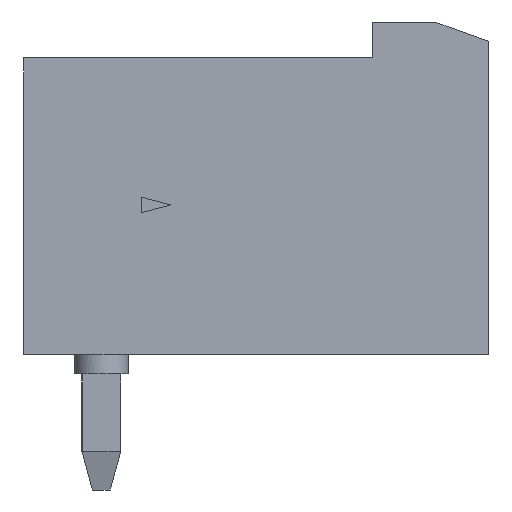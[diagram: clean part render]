
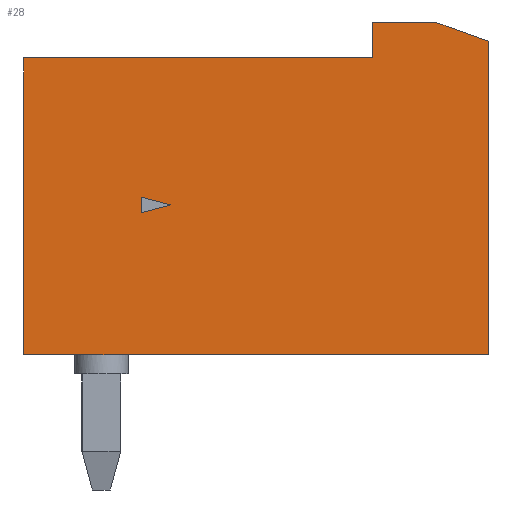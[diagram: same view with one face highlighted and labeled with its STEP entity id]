
A CAD part, left-side view. The second image highlights one B-rep face of the part: STEP entity #28.
In plain terms, the highlighted planar face has unit normal (-1, 0, 0).
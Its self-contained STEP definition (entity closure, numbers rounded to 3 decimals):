
#28 = ADVANCED_FACE('',(#29,#87),#113,.T.);
#29 = FACE_BOUND('',#30,.T.);
#30 = EDGE_LOOP('',(#31,#41,#49,#57,#65,#73,#81));
#31 = ORIENTED_EDGE('',*,*,#32,.F.);
#32 = EDGE_CURVE('',#33,#35,#37,.T.);
#33 = VERTEX_POINT('',#34);
#34 = CARTESIAN_POINT('',(-11.16,-10.001,8.2));
#35 = VERTEX_POINT('',#36);
#36 = CARTESIAN_POINT('',(-11.16,-10.001,0.1));
#37 = LINE('',#38,#39);
#38 = CARTESIAN_POINT('',(-11.16,-10.001,-37.673)
  );
#39 = VECTOR('',#40,1.);
#40 = DIRECTION('',(0.,0.,-1.));
#41 = ORIENTED_EDGE('',*,*,#42,.F.);
#42 = EDGE_CURVE('',#43,#33,#45,.T.);
#43 = VERTEX_POINT('',#44);
#44 = CARTESIAN_POINT('',(-11.16,-8.627,8.7));
#45 = LINE('',#46,#47);
#46 = CARTESIAN_POINT('',(-11.16,38.626,
    25.899));
#47 = VECTOR('',#48,1.);
#48 = DIRECTION('',(0.,-0.94,-0.342
    ));
#49 = ORIENTED_EDGE('',*,*,#50,.F.);
#50 = EDGE_CURVE('',#51,#43,#53,.T.);
#51 = VERTEX_POINT('',#52);
#52 = CARTESIAN_POINT('',(-11.16,-7.001,8.7));
#53 = LINE('',#54,#55);
#54 = CARTESIAN_POINT('',(-11.16,38.626,8.7));
#55 = VECTOR('',#56,1.);
#56 = DIRECTION('',(0.,-1.,0.));
#57 = ORIENTED_EDGE('',*,*,#58,.F.);
#58 = EDGE_CURVE('',#59,#51,#61,.T.);
#59 = VERTEX_POINT('',#60);
#60 = CARTESIAN_POINT('',(-11.16,-7.001,7.77));
#61 = LINE('',#62,#63);
#62 = CARTESIAN_POINT('',(-11.16,-7.001,-37.673));
#63 = VECTOR('',#64,1.);
#64 = DIRECTION('',(0.,0.,1.));
#65 = ORIENTED_EDGE('',*,*,#66,.F.);
#66 = EDGE_CURVE('',#67,#59,#69,.T.);
#67 = VERTEX_POINT('',#68);
#68 = CARTESIAN_POINT('',(-11.16,1.999,7.77));
#69 = LINE('',#70,#71);
#70 = CARTESIAN_POINT('',(-11.16,38.626,7.77));
#71 = VECTOR('',#72,1.);
#72 = DIRECTION('',(0.,-1.,0.));
#73 = ORIENTED_EDGE('',*,*,#74,.T.);
#74 = EDGE_CURVE('',#67,#75,#77,.T.);
#75 = VERTEX_POINT('',#76);
#76 = CARTESIAN_POINT('',(-11.16,1.999,0.1
    ));
#77 = LINE('',#78,#79);
#78 = CARTESIAN_POINT('',(-11.16,1.999,-37.673));
#79 = VECTOR('',#80,1.);
#80 = DIRECTION('',(0.,0.,-1.));
#81 = ORIENTED_EDGE('',*,*,#82,.F.);
#82 = EDGE_CURVE('',#35,#75,#83,.T.);
#83 = LINE('',#84,#85);
#84 = CARTESIAN_POINT('',(-11.16,38.626,
    0.1));
#85 = VECTOR('',#86,1.);
#86 = DIRECTION('',(0.,1.,0.));
#87 = FACE_BOUND('',#88,.T.);
#88 = EDGE_LOOP('',(#89,#99,#107));
#89 = ORIENTED_EDGE('',*,*,#90,.T.);
#90 = EDGE_CURVE('',#91,#93,#95,.T.);
#91 = VERTEX_POINT('',#92);
#92 = CARTESIAN_POINT('',(-11.16,-1.051,4.171));
#93 = VERTEX_POINT('',#94);
#94 = CARTESIAN_POINT('',(-11.16,-1.801,3.97));
#95 = LINE('',#96,#97);
#96 = CARTESIAN_POINT('',(-11.16,38.626,
    14.802));
#97 = VECTOR('',#98,1.);
#98 = DIRECTION('',(0.,-0.966,-0.259
    ));
#99 = ORIENTED_EDGE('',*,*,#100,.T.);
#100 = EDGE_CURVE('',#93,#101,#103,.T.);
#101 = VERTEX_POINT('',#102);
#102 = CARTESIAN_POINT('',(-11.16,-1.051,3.769));
#103 = LINE('',#104,#105);
#104 = CARTESIAN_POINT('',(-11.16,38.626,
    -6.862));
#105 = VECTOR('',#106,1.);
#106 = DIRECTION('',(0.,0.966,-0.259)
  );
#107 = ORIENTED_EDGE('',*,*,#108,.T.);
#108 = EDGE_CURVE('',#101,#91,#109,.T.);
#109 = LINE('',#110,#111);
#110 = CARTESIAN_POINT('',(-11.16,-1.051,-37.673)
  );
#111 = VECTOR('',#112,1.);
#112 = DIRECTION('',(0.,0.,1.));
#113 = PLANE('',#114);
#114 = AXIS2_PLACEMENT_3D('',#115,#116,#117);
#115 = CARTESIAN_POINT('',(-11.16,-8.298,
    0.665));
#116 = DIRECTION('',(-1.,0.,0.));
#117 = DIRECTION('',(0.,-1.,0.));
